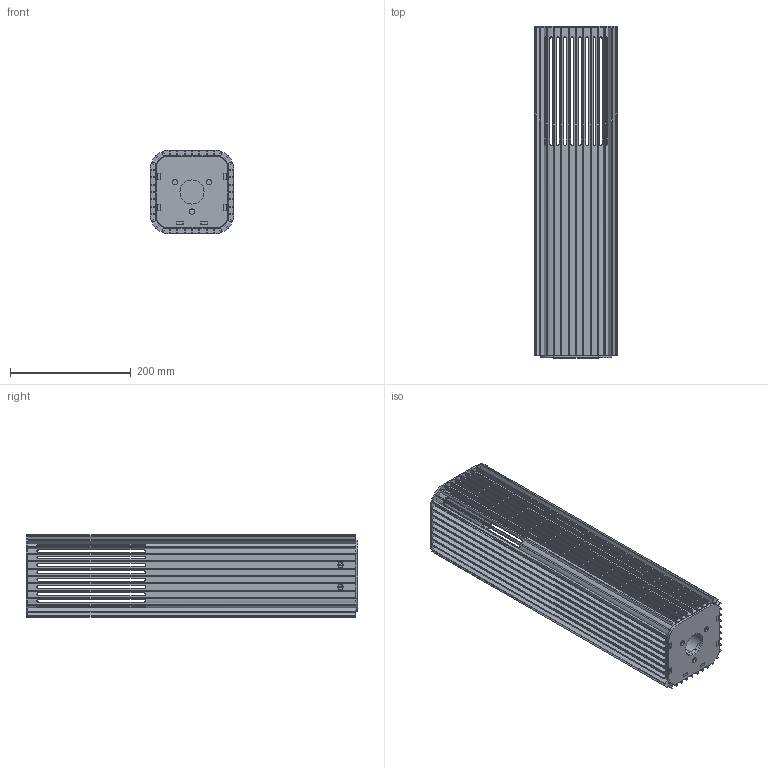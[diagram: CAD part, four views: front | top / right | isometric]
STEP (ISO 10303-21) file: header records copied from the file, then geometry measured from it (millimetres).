
FILE_DESCRIPTION (( 'STEP AP203' ), '1' );
FILE_NAME ('Astrid 55.STEP', '2025-10-22T09:21:43', ( '' ), ( '' ), 'SwSTEP 2.0', 'SolidWorks 2024', '' );
FILE_SCHEMA (( 'CONFIG_CONTROL_DESIGN' ));
Length unit declared in the file: millimetre
Products named in the file (12): M254_850_Bl dolna stopy_rs_M249B2_85 Bl moc_rs; M249_Zest elektr kpl_rs_M249GW2_550_Led_rs; M249_Obud kwadr spaw_rs_M249EW2_550_Led_rs; M254_Stopa_rs_M285B2_rs; WKR STOZ IMB M4x_rs_x16; M254_850_Bl pionowa stopy_rs_M285_pw; M254_850_Bl pionowa stopy_rs_M285B2_rs; Astrid 55; M249_Obud kwadr kpl_rs_M249GW2_550_Led_rs; M249_Obud kwadr_rs_M249E_550_Led_rs; M249_Pokrywka kwadr_rs_M249BW3_Pokrywa górna_rs; NN Z FAZĄ M4_rs_1x
Assembly tree (18 placements, depth 4):
  Astrid 55
    M249_Obud kwadr kpl_rs_M249GW2_550_Led_rs
      M249_Obud kwadr spaw_rs_M249EW2_550_Led_rs
        M249_Obud kwadr_rs_M249E_550_Led_rs
      M249_Zest elektr kpl_rs_M249GW2_550_Led_rs
        M249_Pokrywka kwadr_rs_M249BW3_Pokrywa górna_rs
    WKR STOZ IMB M4x_rs_x16  x4
    M254_Stopa_rs_M285B2_rs
      M254_850_Bl dolna stopy_rs_M249B2_85 Bl moc_rs
      M254_850_Bl pionowa stopy_rs_M285_pw  x2
      NN Z FAZĄ M4_rs_1x  x4
      M254_850_Bl pionowa stopy_rs_M285B2_rs
Bounding box: 138 x 550 x 138 mm (x, y, z)
Volume: 1151749.5 mm3; surface area: 896350 mm2
Topology: 14 solids, 14 shells, 745 faces, 1932 edges, 1227 vertices
Faces by surface type: plane 421, cylinder 214, cone 82, torus 28
Entity records: 21256 total; most frequent: CARTESIAN_POINT 5112, ORIENTED_EDGE 3080, DIRECTION 2964, EDGE_CURVE 1540, VECTOR 1162, LINE 1162, VERTEX_POINT 1001, AXIS2_PLACEMENT_3D 901
